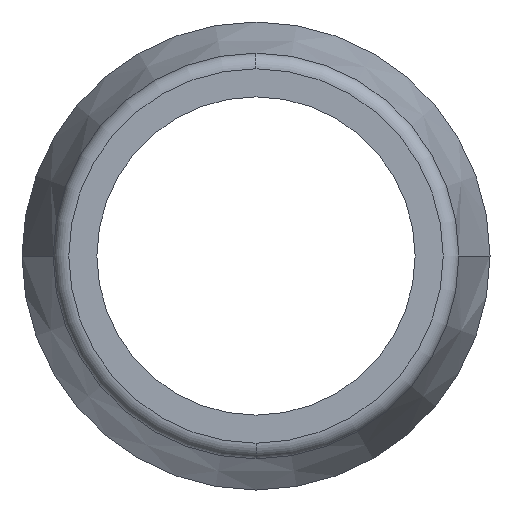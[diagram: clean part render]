
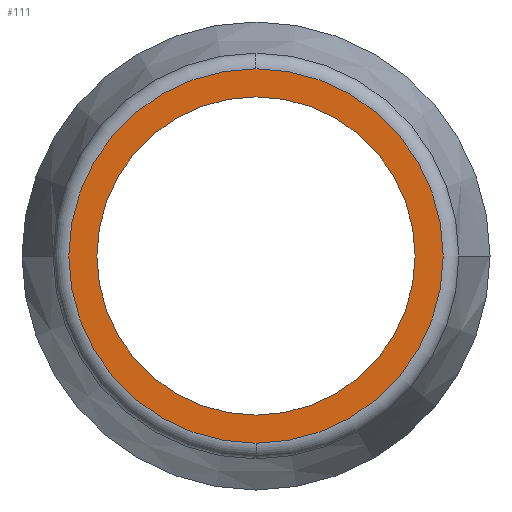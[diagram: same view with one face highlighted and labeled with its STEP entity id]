
A CAD part, front view. The second image highlights one B-rep face of the part: STEP entity #111.
In plain terms, the highlighted planar face has unit normal (0, -1, 0).
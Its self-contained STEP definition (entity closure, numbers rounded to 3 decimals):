
#111=ADVANCED_FACE('',(#249,#250),#251,.T.);
#249=FACE_BOUND('',#412,.T.);
#250=FACE_OUTER_BOUND('',#413,.T.);
#251=PLANE('',#414);
#412=EDGE_LOOP('',(#663,#664));
#413=EDGE_LOOP('',(#665,#666,#667));
#414=AXIS2_PLACEMENT_3D('',#668,#669,#670);
#663=ORIENTED_EDGE('',*,*,#995,.T.);
#664=ORIENTED_EDGE('',*,*,#996,.T.);
#665=ORIENTED_EDGE('',*,*,#997,.F.);
#666=ORIENTED_EDGE('',*,*,#998,.F.);
#667=ORIENTED_EDGE('',*,*,#999,.F.);
#668=CARTESIAN_POINT('',(3.0,0.0,0.0));
#669=DIRECTION('',(-0.0,-1.0,-0.0));
#670=DIRECTION('',(-1.0,0.0,0.0));
#995=EDGE_CURVE('',#1198,#1199,#1200,.T.);
#996=EDGE_CURVE('',#1199,#1198,#1201,.T.);
#997=EDGE_CURVE('',#1202,#1203,#1204,.T.);
#998=EDGE_CURVE('',#1205,#1202,#1206,.T.);
#999=EDGE_CURVE('',#1203,#1205,#1207,.T.);
#1198=VERTEX_POINT('',#1441);
#1199=VERTEX_POINT('',#1442);
#1200=CIRCLE('',#1443,5.1);
#1201=CIRCLE('',#1444,5.1);
#1202=VERTEX_POINT('',#1445);
#1203=VERTEX_POINT('',#1446);
#1204=CIRCLE('',#1447,6.0);
#1205=VERTEX_POINT('',#1448);
#1206=CIRCLE('',#1449,6.0);
#1207=CIRCLE('',#1450,6.0);
#1441=CARTESIAN_POINT('',(-5.1,0.0,0.));
#1442=CARTESIAN_POINT('',(5.1,0.0,0.));
#1443=AXIS2_PLACEMENT_3D('',#1677,#1678,#1679);
#1444=AXIS2_PLACEMENT_3D('',#1680,#1681,#1682);
#1445=CARTESIAN_POINT('',(6.0,0.0,0.0));
#1446=CARTESIAN_POINT('',(0.,0.0,-6.0));
#1447=AXIS2_PLACEMENT_3D('',#1683,#1684,#1685);
#1448=CARTESIAN_POINT('',(0.,0.0,6.0));
#1449=AXIS2_PLACEMENT_3D('',#1686,#1687,#1688);
#1450=AXIS2_PLACEMENT_3D('',#1689,#1690,#1691);
#1677=CARTESIAN_POINT('',(0.0,0.0,0.0));
#1678=DIRECTION('',(-0.0,1.0,0.0));
#1679=DIRECTION('',(1.0,0.0,0.0));
#1680=CARTESIAN_POINT('',(0.0,0.0,0.0));
#1681=DIRECTION('',(-0.0,1.0,0.0));
#1682=DIRECTION('',(1.0,0.0,0.0));
#1683=CARTESIAN_POINT('',(0.0,0.0,0.0));
#1684=DIRECTION('',(-0.0,1.0,0.0));
#1685=DIRECTION('',(1.0,0.0,0.0));
#1686=CARTESIAN_POINT('',(0.0,0.0,0.0));
#1687=DIRECTION('',(-0.0,1.0,0.0));
#1688=DIRECTION('',(1.0,0.0,0.0));
#1689=CARTESIAN_POINT('',(0.0,0.0,0.0));
#1690=DIRECTION('',(-0.0,1.0,0.0));
#1691=DIRECTION('',(1.0,0.0,0.0));
